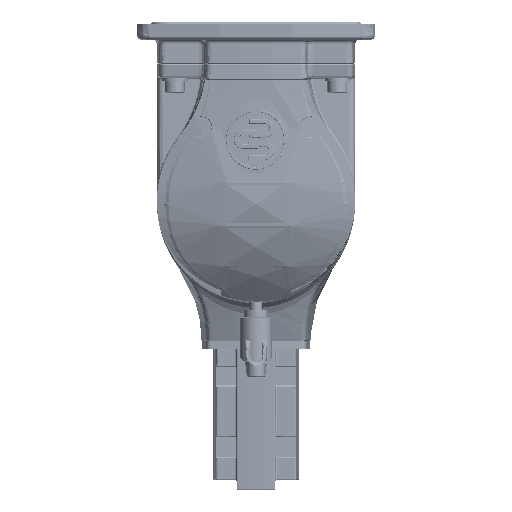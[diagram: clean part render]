
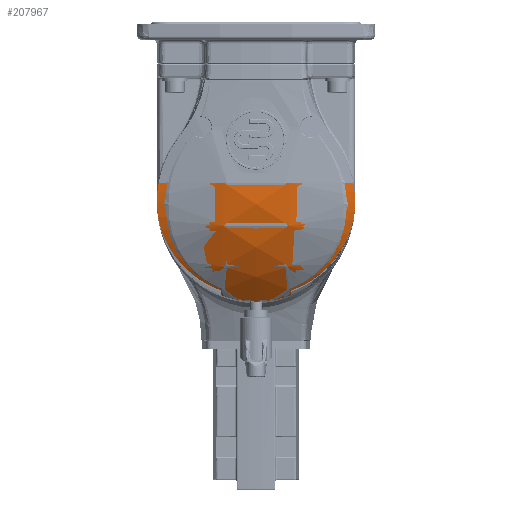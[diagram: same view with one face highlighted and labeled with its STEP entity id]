
A CAD part, front view. The second image highlights one B-rep face of the part: STEP entity #207967.
In plain terms, the highlighted free-form (B-spline) face has degree [3, 3] with [4, 4] control points.
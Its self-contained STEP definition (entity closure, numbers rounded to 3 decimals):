
#207727=CARTESIAN_POINT('',(10.,-106.,0.));
#207728=DIRECTION('',(1.,0.,0.));
#207729=DIRECTION('',(0.,0.969,-0.245));
#207730=AXIS2_PLACEMENT_3D('',#207727,#207728,#207729);
#207807=CARTESIAN_POINT('',(10.,87.885,-49.078));
#207808=CARTESIAN_POINT('',(8.908,87.833,
-49.281));
#207809=CARTESIAN_POINT('',(6.712,87.7,
-49.621));
#207810=CARTESIAN_POINT('',(3.369,87.405,
-49.93));
#207811=CARTESIAN_POINT('',(1.126,87.142,
-49.999));
#207812=CARTESIAN_POINT('',(0.,86.994,-50.));
#207817=CARTESIAN_POINT('',(0.,86.994,-50.));
#207818=CARTESIAN_POINT('',(-1.982,86.733,
-50.001));
#207819=CARTESIAN_POINT('',(-5.945,86.124,
-49.736));
#207820=CARTESIAN_POINT('',(-11.953,84.922,
-48.503));
#207821=CARTESIAN_POINT('',(-17.873,83.447,
-46.413));
#207822=CARTESIAN_POINT('',(-23.639,81.718,
-43.435));
#207823=CARTESIAN_POINT('',(-29.109,79.789,
-39.563));
#207824=CARTESIAN_POINT('',(-34.078,77.771,
-34.888));
#207825=CARTESIAN_POINT('',(-38.407,75.789,
-29.517));
#207826=CARTESIAN_POINT('',(-41.951,73.996,
-23.624));
#207827=CARTESIAN_POINT('',(-43.712,73.033,
-19.571));
#207828=CARTESIAN_POINT('',(-44.461,72.614,-17.5));
#207833=CARTESIAN_POINT('',(10.,11.,-17.5));
#207834=DIRECTION('',(0.,0.,1.));
#207835=DIRECTION('',(-0.662,0.749,0.));
#207836=AXIS2_PLACEMENT_3D('',#207833,#207834,#207835);
#207841=CARTESIAN_POINT('',(-46.837,70.429,-17.5));
#207842=CARTESIAN_POINT('',(-47.582,69.958,
-15.506));
#207843=CARTESIAN_POINT('',(-48.776,69.179,
-11.537));
#207844=CARTESIAN_POINT('',(-49.786,68.497,
-5.7));
#207845=CARTESIAN_POINT('',(-50.107,68.276,
0.003));
#207846=CARTESIAN_POINT('',(-49.786,68.497,
5.704));
#207847=CARTESIAN_POINT('',(-48.776,69.18,
11.539));
#207848=CARTESIAN_POINT('',(-47.582,69.959,
15.507));
#207849=CARTESIAN_POINT('',(-46.837,70.429,17.5));
#207854=CARTESIAN_POINT('',(10.,11.,17.5));
#207855=DIRECTION('',(0.,0.,-1.));
#207856=DIRECTION('',(-0.691,0.723,0.));
#207857=AXIS2_PLACEMENT_3D('',#207854,#207855,#207856);
#207862=CARTESIAN_POINT('',(-44.461,72.614,17.5));
#207863=CARTESIAN_POINT('',(-43.712,73.033,
19.571));
#207864=CARTESIAN_POINT('',(-41.951,73.996,
23.624));
#207865=CARTESIAN_POINT('',(-38.408,75.789,
29.515));
#207866=CARTESIAN_POINT('',(-34.076,77.772,
34.89));
#207867=CARTESIAN_POINT('',(-29.102,79.791,
39.568));
#207868=CARTESIAN_POINT('',(-23.636,81.719,
43.436));
#207869=CARTESIAN_POINT('',(-17.873,83.447,
46.414));
#207870=CARTESIAN_POINT('',(-11.952,84.922,
48.503));
#207871=CARTESIAN_POINT('',(-5.945,86.124,
49.736));
#207872=CARTESIAN_POINT('',(-1.982,86.733,
50.001));
#207873=CARTESIAN_POINT('',(0.,86.994,50.));
#207878=CARTESIAN_POINT('',(0.,86.994,50.));
#207879=CARTESIAN_POINT('',(1.126,87.142,
49.999));
#207880=CARTESIAN_POINT('',(3.369,87.405,
49.93));
#207881=CARTESIAN_POINT('',(6.712,87.7,
49.621));
#207882=CARTESIAN_POINT('',(8.908,87.833,
49.281));
#207883=CARTESIAN_POINT('',(10.,87.885,49.078));
#207894=VERTEX_POINT('',#207862);
#207895=VERTEX_POINT('',#207873);
#207896=VERTEX_POINT('',#207817);
#207897=VERTEX_POINT('',#207828);
#207898=CARTESIAN_POINT('',(-46.837,70.429,17.5));
#207899=VERTEX_POINT('',#207898);
#207900=CARTESIAN_POINT('',(-46.837,70.429,-17.5));
#207901=VERTEX_POINT('',#207900);
#207902=CARTESIAN_POINT('',(10.,87.885,-49.078));
#207903=CARTESIAN_POINT('',(10.,87.885,49.078));
#207904=VERTEX_POINT('',#207902);
#207905=VERTEX_POINT('',#207903);
#207933=CARTESIAN_POINT('',(11.23,87.124,
-51.955));
#207934=CARTESIAN_POINT('',(11.379,96.331,
-17.724));
#207935=CARTESIAN_POINT('',(11.379,96.331,
17.724));
#207936=CARTESIAN_POINT('',(11.23,87.124,
51.955));
#207937=CARTESIAN_POINT('',(-10.744,87.479,
-51.955));
#207938=CARTESIAN_POINT('',(-13.253,96.729,
-17.724));
#207939=CARTESIAN_POINT('',(-13.253,96.729,
17.724));
#207940=CARTESIAN_POINT('',(-10.744,87.479,
51.955));
#207941=CARTESIAN_POINT('',(-30.953,78.84,
-51.955));
#207942=CARTESIAN_POINT('',(-35.906,87.045,
-17.724));
#207943=CARTESIAN_POINT('',(-35.906,87.045,
17.724));
#207944=CARTESIAN_POINT('',(-30.953,78.84,
51.955));
#207945=CARTESIAN_POINT('',(-45.879,62.709,
-51.955));
#207946=CARTESIAN_POINT('',(-52.638,68.964,
-17.724));
#207947=CARTESIAN_POINT('',(-52.638,68.964,
17.724));
#207948=CARTESIAN_POINT('',(-45.879,62.709,
51.955));
#207949=(BOUNDED_SURFACE()B_SPLINE_SURFACE(3,3,((#207933,#207934,#207935,
#207936),(#207937,#207938,#207939,#207940),(#207941,#207942,#207943,#207944),(
#207945,#207946,#207947,#207948)),.UNSPECIFIED.,.F.,.F.,.F.)B_SPLINE_SURFACE_WITH_KNOTS((4,4),(4,4),(0.,1.),(0.,1.),.UNSPECIFIED.)GEOMETRIC_REPRESENTATION_ITEM()RATIONAL_B_SPLINE_SURFACE(((1.064,1.039,
1.039,1.064),(1.002,0.979,
0.979,1.002),(1.002,0.979,
0.979,1.002),(1.064,1.039,
1.039,1.064)))REPRESENTATION_ITEM('')SURFACE());
#207950=ORIENTED_EDGE('',*,*,#207911,.F.);
#207952=ORIENTED_EDGE('',*,*,#207951,.T.);
#207954=ORIENTED_EDGE('',*,*,#207953,.T.);
#207956=ORIENTED_EDGE('',*,*,#207955,.T.);
#207958=ORIENTED_EDGE('',*,*,#207957,.T.);
#207960=ORIENTED_EDGE('',*,*,#207959,.T.);
#207962=ORIENTED_EDGE('',*,*,#207961,.T.);
#207964=ORIENTED_EDGE('',*,*,#207963,.T.);
#207965=EDGE_LOOP('',(#207950,#207952,#207954,#207956,#207958,#207960,#207962,
#207964));
#207966=FACE_OUTER_BOUND('',#207965,.F.);
#207731=CIRCLE('',#207730,200.);
#207813=B_SPLINE_CURVE_WITH_KNOTS('',3,(#207807,#207808,#207809,#207810,#207811,
#207812),.UNSPECIFIED.,.F.,.F.,(4,1,1,4),(0.,0.333,
0.667,1.),.UNSPECIFIED.);
#207829=B_SPLINE_CURVE_WITH_KNOTS('',3,(#207817,#207818,#207819,#207820,#207821,
#207822,#207823,#207824,#207825,#207826,#207827,#207828),.UNSPECIFIED.,.F.,.F.,(
4,1,1,1,1,1,1,1,1,4),(0.,0.111,0.222,
0.333,0.444,0.556,0.667,
0.778,0.889,1.),.UNSPECIFIED.);
#207837=CIRCLE('',#207836,82.233);
#207850=B_SPLINE_CURVE_WITH_KNOTS('',3,(#207841,#207842,#207843,#207844,#207845,
#207846,#207847,#207848,#207849),.UNSPECIFIED.,.F.,.F.,(4,1,1,1,1,1,4),(0.,
0.167,0.333,0.5,0.667,0.833,
1.),.UNSPECIFIED.);
#207858=CIRCLE('',#207857,82.233);
#207874=B_SPLINE_CURVE_WITH_KNOTS('',3,(#207862,#207863,#207864,#207865,#207866,
#207867,#207868,#207869,#207870,#207871,#207872,#207873),.UNSPECIFIED.,.F.,.F.,(
4,1,1,1,1,1,1,1,1,4),(0.,0.111,0.222,
0.333,0.444,0.556,0.667,
0.778,0.889,1.),.UNSPECIFIED.);
#207884=B_SPLINE_CURVE_WITH_KNOTS('',3,(#207878,#207879,#207880,#207881,#207882,
#207883),.UNSPECIFIED.,.F.,.F.,(4,1,1,4),(0.,0.333,
0.667,1.),.UNSPECIFIED.);
#207911=EDGE_CURVE('',#207904,#207905,#207731,.T.);
#207951=EDGE_CURVE('',#207904,#207896,#207813,.T.);
#207953=EDGE_CURVE('',#207896,#207897,#207829,.T.);
#207955=EDGE_CURVE('',#207897,#207901,#207837,.T.);
#207957=EDGE_CURVE('',#207901,#207899,#207850,.T.);
#207959=EDGE_CURVE('',#207899,#207894,#207858,.T.);
#207961=EDGE_CURVE('',#207894,#207895,#207874,.T.);
#207963=EDGE_CURVE('',#207895,#207905,#207884,.T.);
#207967=ADVANCED_FACE('',(#207966),#207949,.F.);
